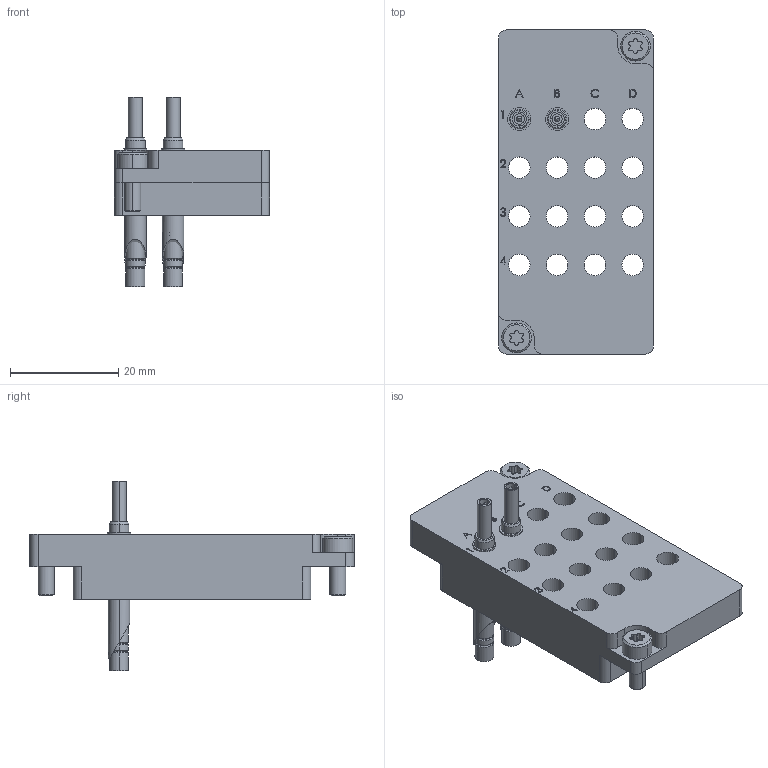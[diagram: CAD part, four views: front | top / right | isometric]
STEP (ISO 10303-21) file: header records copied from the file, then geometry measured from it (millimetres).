
FILE_DESCRIPTION (( 'STEP AP214' ), '1' );
FILE_NAME ('INGUN_38124.STEP', '2023-01-16T10:23:05', ( '' ), ( '' ), 'SwSTEP 2.0', 'SolidWorks 2021', '' );
FILE_SCHEMA (( 'AUTOMOTIVE_DESIGN' ));
Length unit declared in the file: millimetre
Products named in the file (7): INFO_4597~0_SBP-T_Kontaktierung-Seite<S>; KS-110-Master__ADA~ks_KS-110 23; 31005~2; INGUN_38124; HFS-110-0042__ADA~hfs_S; 31005~2_S; DIN912~n_M03,0x008
Assembly tree (9 placements, depth 3):
  INGUN_38124
    31005~2_S
      31005~2
      INFO_4597~0_SBP-T_Kontaktierung-Seite<S>
    DIN912~n_M03,0x008  x2
    KS-110-Master__ADA~ks_KS-110 23  x2
    HFS-110-0042__ADA~hfs_S  x2
Bounding box: 28.7 x 60 x 35 mm (x, y, z)
Volume: 16503.9 mm3; surface area: 9218.5 mm2
Topology: 19 solids, 19 shells, 375 faces, 895 edges, 578 vertices
Faces by surface type: cylinder 158, plane 132, bspline 45, torus 24, cone 16
Entity records: 11379 total; most frequent: CARTESIAN_POINT 4306, ORIENTED_EDGE 1390, DIRECTION 1310, EDGE_CURVE 695, AXIS2_PLACEMENT_3D 470, VERTEX_POINT 454, LINE 370, VECTOR 370
